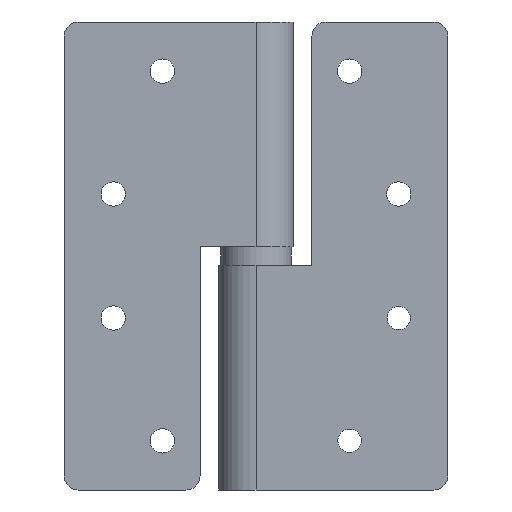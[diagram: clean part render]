
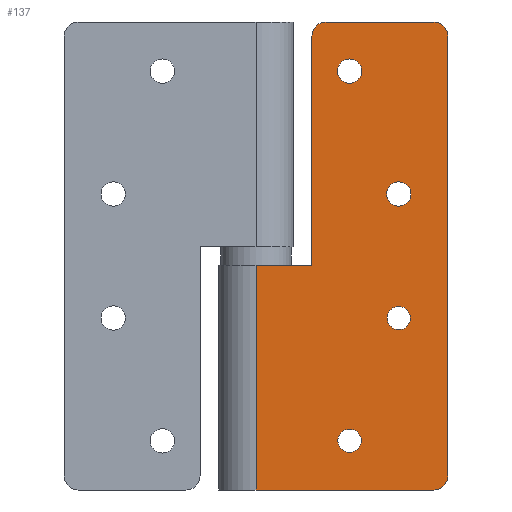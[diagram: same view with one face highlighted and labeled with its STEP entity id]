
A CAD part, front view. The second image highlights one B-rep face of the part: STEP entity #137.
In plain terms, the highlighted planar face has unit normal (0, -1, 0).
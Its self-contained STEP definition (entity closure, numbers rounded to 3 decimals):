
#137 = ADVANCED_FACE( '', ( #293, #294, #295, #296, #297 ), #298, .F. );
#293 = FACE_BOUND( '', #511, .T. );
#294 = FACE_BOUND( '', #512, .T. );
#295 = FACE_BOUND( '', #513, .T. );
#296 = FACE_BOUND( '', #514, .T. );
#297 = FACE_OUTER_BOUND( '', #515, .T. );
#298 = PLANE( '', #516 );
#511 = EDGE_LOOP( '', ( #745 ) );
#512 = EDGE_LOOP( '', ( #746 ) );
#513 = EDGE_LOOP( '', ( #747 ) );
#514 = EDGE_LOOP( '', ( #748 ) );
#515 = EDGE_LOOP( '', ( #749, #750, #751, #752, #753, #754, #755, #756, #757 ) );
#516 = AXIS2_PLACEMENT_3D( '', #758, #759, #760 );
#745 = ORIENTED_EDGE( '', *, *, #1121, .F. );
#746 = ORIENTED_EDGE( '', *, *, #1122, .F. );
#747 = ORIENTED_EDGE( '', *, *, #1123, .F. );
#748 = ORIENTED_EDGE( '', *, *, #1124, .F. );
#749 = ORIENTED_EDGE( '', *, *, #1125, .T. );
#750 = ORIENTED_EDGE( '', *, *, #1104, .T. );
#751 = ORIENTED_EDGE( '', *, *, #1126, .F. );
#752 = ORIENTED_EDGE( '', *, *, #1127, .T. );
#753 = ORIENTED_EDGE( '', *, *, #1099, .F. );
#754 = ORIENTED_EDGE( '', *, *, #1128, .T. );
#755 = ORIENTED_EDGE( '', *, *, #1129, .T. );
#756 = ORIENTED_EDGE( '', *, *, #1130, .F. );
#757 = ORIENTED_EDGE( '', *, *, #1131, .T. );
#758 = CARTESIAN_POINT( '', ( 0., -8., 50. ) );
#759 = DIRECTION( '', ( 0., 1., 0. ) );
#760 = DIRECTION( '', ( 0., 0., 1. ) );
#1099 = EDGE_CURVE( '', #1254, #1255, #1256, .T. );
#1104 = EDGE_CURVE( '', #1263, #1264, #1265, .F. );
#1121 = EDGE_CURVE( '', #1293, #1293, #1294, .T. );
#1122 = EDGE_CURVE( '', #1295, #1295, #1296, .T. );
#1123 = EDGE_CURVE( '', #1297, #1297, #1298, .T. );
#1124 = EDGE_CURVE( '', #1299, #1299, #1300, .T. );
#1125 = EDGE_CURVE( '', #1301, #1263, #1302, .T. );
#1126 = EDGE_CURVE( '', #1303, #1264, #1304, .T. );
#1127 = EDGE_CURVE( '', #1303, #1255, #1305, .F. );
#1128 = EDGE_CURVE( '', #1254, #1306, #1307, .F. );
#1129 = EDGE_CURVE( '', #1306, #1308, #1309, .T. );
#1130 = EDGE_CURVE( '', #1310, #1308, #1311, .T. );
#1131 = EDGE_CURVE( '', #1310, #1301, #1312, .T. );
#1254 = VERTEX_POINT( '', #1477 );
#1255 = VERTEX_POINT( '', #1478 );
#1256 = LINE( '', #1479, #1480 );
#1263 = VERTEX_POINT( '', #1490 );
#1264 = VERTEX_POINT( '', #1491 );
#1265 = CIRCLE( '', #1492, 3. );
#1293 = VERTEX_POINT( '', #1525 );
#1294 = CIRCLE( '', #1526, 2.6 );
#1295 = VERTEX_POINT( '', #1527 );
#1296 = CIRCLE( '', #1528, 2.5 );
#1297 = VERTEX_POINT( '', #1529 );
#1298 = CIRCLE( '', #1530, 2.5 );
#1299 = VERTEX_POINT( '', #1531 );
#1300 = CIRCLE( '', #1532, 2.6 );
#1301 = VERTEX_POINT( '', #1533 );
#1302 = LINE( '', #1534, #1535 );
#1303 = VERTEX_POINT( '', #1536 );
#1304 = LINE( '', #1537, #1538 );
#1305 = CIRCLE( '', #1539, 3. );
#1306 = VERTEX_POINT( '', #1540 );
#1307 = CIRCLE( '', #1541, 3. );
#1308 = VERTEX_POINT( '', #1542 );
#1309 = LINE( '', #1543, #1544 );
#1310 = VERTEX_POINT( '', #1545 );
#1311 = LINE( '', #1546, #1547 );
#1312 = LINE( '', #1548, #1549 );
#1477 = CARTESIAN_POINT( '', ( 14.958, -8., 50. ) );
#1478 = CARTESIAN_POINT( '', ( 38., -8., 50. ) );
#1479 = CARTESIAN_POINT( '', ( 0., -8., 50. ) );
#1480 = VECTOR( '', #1740, 1000. );
#1490 = CARTESIAN_POINT( '', ( 38., -8., -50. ) );
#1491 = CARTESIAN_POINT( '', ( 41., -8., -47. ) );
#1492 = AXIS2_PLACEMENT_3D( '', #1744, #1745, #1746 );
#1525 = CARTESIAN_POINT( '', ( 30.5, -8., 10.65 ) );
#1526 = AXIS2_PLACEMENT_3D( '', #1773, #1774, #1775 );
#1527 = CARTESIAN_POINT( '', ( 30.5, -8., -15.75 ) );
#1528 = AXIS2_PLACEMENT_3D( '', #1776, #1777, #1778 );
#1529 = CARTESIAN_POINT( '', ( 20., -8., -42. ) );
#1530 = AXIS2_PLACEMENT_3D( '', #1779, #1780, #1781 );
#1531 = CARTESIAN_POINT( '', ( 20., -8., 36.9 ) );
#1532 = AXIS2_PLACEMENT_3D( '', #1782, #1783, #1784 );
#1533 = CARTESIAN_POINT( '', ( 0., -8., -50. ) );
#1534 = CARTESIAN_POINT( '', ( 0., -8., -50. ) );
#1535 = VECTOR( '', #1785, 1000. );
#1536 = CARTESIAN_POINT( '', ( 41., -8., 47. ) );
#1537 = CARTESIAN_POINT( '', ( 41., -8., 50. ) );
#1538 = VECTOR( '', #1786, 1000. );
#1539 = AXIS2_PLACEMENT_3D( '', #1787, #1788, #1789 );
#1540 = CARTESIAN_POINT( '', ( 11.958, -8., 47. ) );
#1541 = AXIS2_PLACEMENT_3D( '', #1790, #1791, #1792 );
#1542 = CARTESIAN_POINT( '', ( 11.958, -8., -2. ) );
#1543 = CARTESIAN_POINT( '', ( 11.958, -8., 98. ) );
#1544 = VECTOR( '', #1793, 1000. );
#1545 = CARTESIAN_POINT( '', ( 0., -8., -2. ) );
#1546 = CARTESIAN_POINT( '', ( -8., -8., -2. ) );
#1547 = VECTOR( '', #1794, 1000. );
#1548 = CARTESIAN_POINT( '', ( 0., -8., 50. ) );
#1549 = VECTOR( '', #1795, 1000. );
#1740 = DIRECTION( '', ( 1., 0., 0. ) );
#1744 = CARTESIAN_POINT( '', ( 38., -8., -47. ) );
#1745 = DIRECTION( '', ( 0., 1., 0. ) );
#1746 = DIRECTION( '', ( 0., 0., 1. ) );
#1773 = CARTESIAN_POINT( '', ( 30.5, -8., 13.25 ) );
#1774 = DIRECTION( '', ( 0., -1., 0. ) );
#1775 = DIRECTION( '', ( 0., 0., -1. ) );
#1776 = CARTESIAN_POINT( '', ( 30.5, -8., -13.25 ) );
#1777 = DIRECTION( '', ( 0., -1., 0. ) );
#1778 = DIRECTION( '', ( 0., 0., -1. ) );
#1779 = CARTESIAN_POINT( '', ( 20., -8., -39.5 ) );
#1780 = DIRECTION( '', ( 0., -1., 0. ) );
#1781 = DIRECTION( '', ( 0., 0., -1. ) );
#1782 = CARTESIAN_POINT( '', ( 20., -8., 39.5 ) );
#1783 = DIRECTION( '', ( 0., -1., 0. ) );
#1784 = DIRECTION( '', ( 0., 0., -1. ) );
#1785 = DIRECTION( '', ( 1., 0., 0. ) );
#1786 = DIRECTION( '', ( 0., 0., -1. ) );
#1787 = CARTESIAN_POINT( '', ( 38., -8., 47. ) );
#1788 = DIRECTION( '', ( 0., 1., 0. ) );
#1789 = DIRECTION( '', ( 0., 0., 1. ) );
#1790 = CARTESIAN_POINT( '', ( 14.958, -8., 47. ) );
#1791 = DIRECTION( '', ( 0., 1., 0. ) );
#1792 = DIRECTION( '', ( 0., 0., 1. ) );
#1793 = DIRECTION( '', ( 0., 0., -1. ) );
#1794 = DIRECTION( '', ( 1., 0., 0. ) );
#1795 = DIRECTION( '', ( 0., 0., -1. ) );
